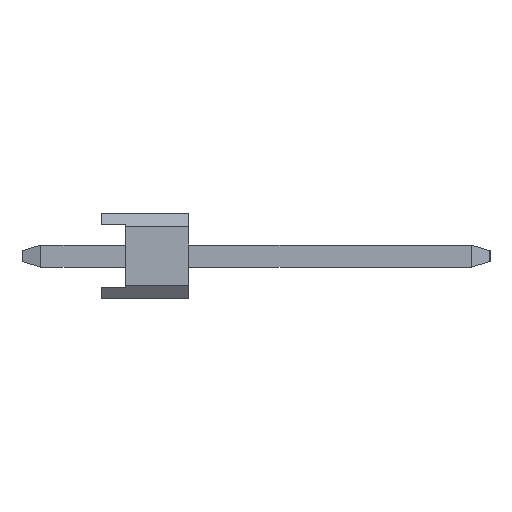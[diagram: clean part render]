
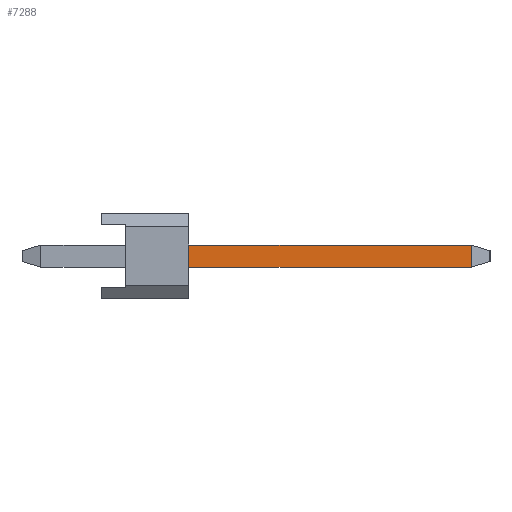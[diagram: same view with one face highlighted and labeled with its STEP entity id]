
A CAD part, left-side view. The second image highlights one B-rep face of the part: STEP entity #7288.
In plain terms, the highlighted planar face has unit normal (-1, 0, 0).
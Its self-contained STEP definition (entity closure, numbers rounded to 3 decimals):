
#4460=EDGE_CURVE('',#9240,#4740,#12519,.T.);
#4740=VERTEX_POINT('',#12822);
#6726=EDGE_CURVE('',#8138,#9240,#15032,.T.);
#7288=ADVANCED_FACE('',(#15632),#15633,.T.);
#8138=VERTEX_POINT('',#16561);
#9240=VERTEX_POINT('',#17770);
#10672=EDGE_CURVE('',#11510,#8138,#19371,.T.);
#11510=VERTEX_POINT('',#20299);
#11692=EDGE_CURVE('',#4740,#11510,#20504,.T.);
#12519=LINE('',#21553,#21554);
#12822=CARTESIAN_POINT('',(-32.07,-10.744,-0.32));
#15032=LINE('',#25166,#25167);
#15632=FACE_OUTER_BOUND('',#26055,.T.);
#15633=PLANE('',#26056);
#16561=CARTESIAN_POINT('',(-32.07,-2.54,0.32));
#17770=CARTESIAN_POINT('',(-32.07,-10.744,0.32));
#19371=LINE('',#31491,#31492);
#20299=CARTESIAN_POINT('',(-32.07,-2.54,-0.32));
#20504=LINE('',#33104,#33105);
#21553=CARTESIAN_POINT('',(-32.07,-10.744,0.5));
#21554=VECTOR('',#34157,1.0);
#25166=CARTESIAN_POINT('',(-32.07,-4.49,0.32));
#25167=VECTOR('',#36851,1.0);
#26055=EDGE_LOOP('',(#37309,#37310,#37311,#37312));
#26056=AXIS2_PLACEMENT_3D('',#37313,#37314,#37315);
#31491=CARTESIAN_POINT('',(-32.07,-2.54,0.252));
#31492=VECTOR('',#41176,1.0);
#33104=CARTESIAN_POINT('',(-32.07,1.764,-0.32));
#33105=VECTOR('',#42350,1.0);
#34157=DIRECTION('',(0.0,0.,-1.0));
#36851=DIRECTION('',(0.,-1.0,0.));
#37309=ORIENTED_EDGE('',*,*,#10672,.F.);
#37310=ORIENTED_EDGE('',*,*,#11692,.F.);
#37311=ORIENTED_EDGE('',*,*,#4460,.F.);
#37312=ORIENTED_EDGE('',*,*,#6726,.F.);
#37313=CARTESIAN_POINT('',(-32.07,1.764,0.5));
#37314=DIRECTION('',(-1.0,0.,0.));
#37315=DIRECTION('',(0.,1.0,0.));
#41176=DIRECTION('',(0.,0.,1.0));
#42350=DIRECTION('',(0.,1.0,0.));
